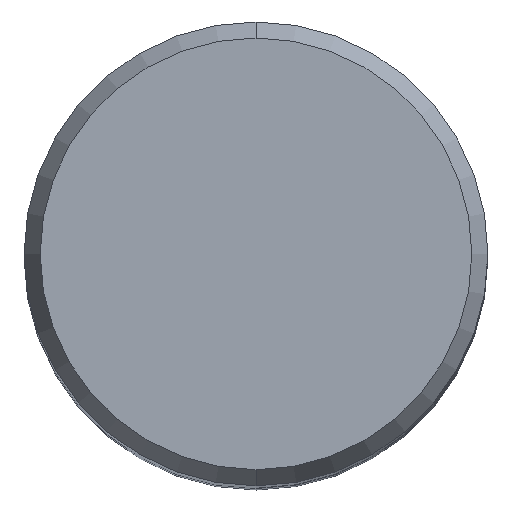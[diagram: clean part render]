
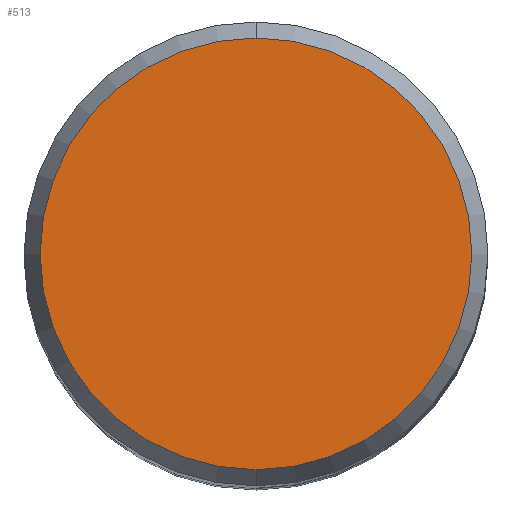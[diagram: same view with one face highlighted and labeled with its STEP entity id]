
A CAD part, top view. The second image highlights one B-rep face of the part: STEP entity #513.
In plain terms, the highlighted planar face has unit normal (0, 0, 1).
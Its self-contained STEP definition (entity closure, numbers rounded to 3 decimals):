
#459=EDGE_CURVE('',#493,#461,#847,.T.);
#461=VERTEX_POINT('',#849);
#493=VERTEX_POINT('',#883);
#495=EDGE_CURVE('',#461,#493,#885,.T.);
#513=ADVANCED_FACE('',(#906),#907,.T.);
#847=CIRCLE('',#1604,9.307);
#849=CARTESIAN_POINT('',(0.0,9.307,0.0));
#883=CARTESIAN_POINT('',(0.,-9.307,0.0));
#885=CIRCLE('',#1670,9.307);
#906=FACE_OUTER_BOUND('',#1720,.T.);
#907=PLANE('',#1721);
#1604=AXIS2_PLACEMENT_3D('',#2132,#2133,#2134);
#1670=AXIS2_PLACEMENT_3D('',#2172,#2173,#2174);
#1720=EDGE_LOOP('',(#2212,#2213));
#1721=AXIS2_PLACEMENT_3D('',#2214,#2215,#2216);
#2132=CARTESIAN_POINT('',(0.0,0.0,0.0));
#2133=DIRECTION('',(0.0,0.0,-1.0));
#2134=DIRECTION('',(0.0,1.0,0.0));
#2172=CARTESIAN_POINT('',(0.0,0.0,0.0));
#2173=DIRECTION('',(0.0,0.0,-1.0));
#2174=DIRECTION('',(0.0,1.0,0.0));
#2212=ORIENTED_EDGE('',*,*,#495,.F.);
#2213=ORIENTED_EDGE('',*,*,#459,.F.);
#2214=CARTESIAN_POINT('',(0.0,4.654,0.0));
#2215=DIRECTION('',(-0.0,0.0,1.0));
#2216=DIRECTION('',(0.0,-1.0,0.0));
